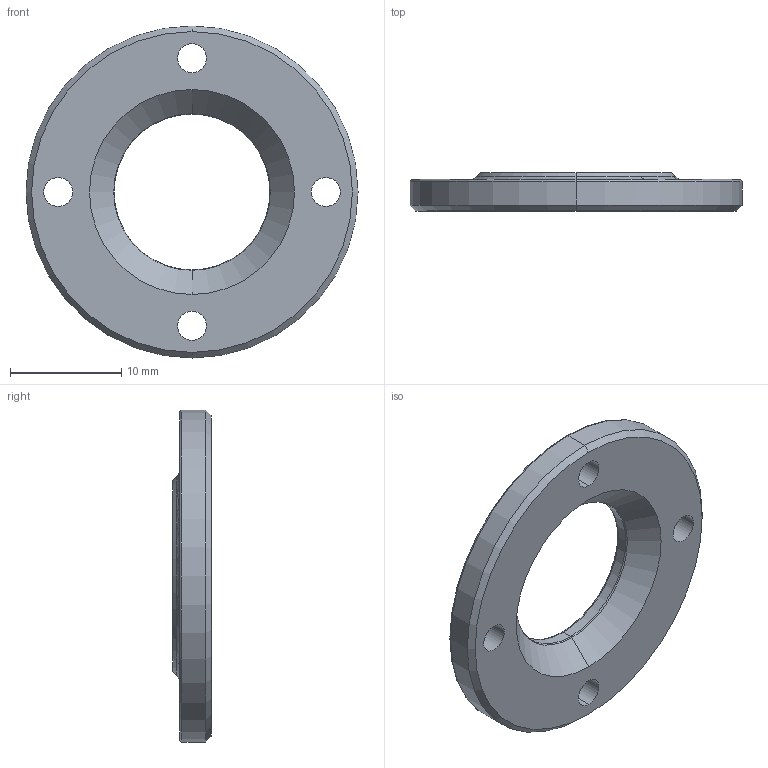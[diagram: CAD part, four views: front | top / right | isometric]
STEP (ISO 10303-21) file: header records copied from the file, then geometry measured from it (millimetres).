
FILE_DESCRIPTION (( 'STEP AP203' ), '1' );
FILE_NAME ('Pressure plate.STEP', '2020-03-29T10:55:52', ( '' ), ( '' ), 'SwSTEP 2.0', 'SolidWorks 2018', '' );
FILE_SCHEMA (( 'CONFIG_CONTROL_DESIGN' ));
Length unit declared in the file: millimetre
Products named in the file (1): Pressure plate
Bounding box: 29.8 x 3.43 x 29.8 mm (x, y, z)
Volume: 1176.1 mm3; surface area: 1591.4 mm2
Topology: 1 solids, 1 shells, 192 faces, 443 edges, 238 vertices
Faces by surface type: torus 78, cylinder 49, sphere 24, cone 18, bspline 16, plane 7
Entity records: 5648 total; most frequent: CARTESIAN_POINT 1194, DIRECTION 1081, ORIENTED_EDGE 854, AXIS2_PLACEMENT_3D 509, EDGE_CURVE 427, CIRCLE 332, VERTEX_POINT 238, EDGE_LOOP 203
